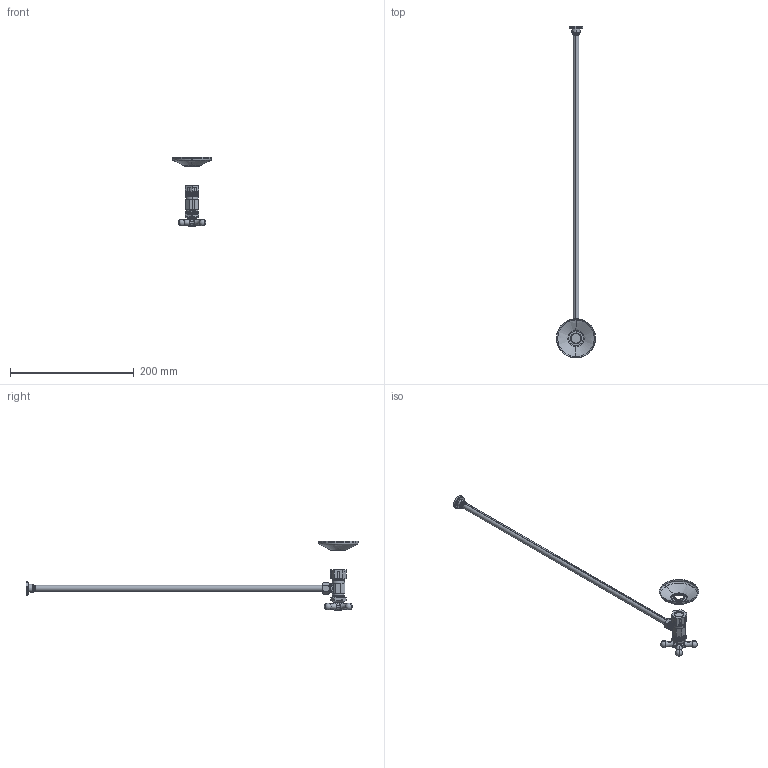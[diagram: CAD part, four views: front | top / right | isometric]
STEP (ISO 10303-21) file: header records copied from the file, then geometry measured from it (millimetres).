
FILE_DESCRIPTION((''),'2;1');
FILE_NAME('482X','2021-06-17T13:16:21',('NSantos'),(''),'CREO PARAMETRIC BY PTC INC, 2018500','CREO PARAMETRIC BY PTC INC, 2018500','');
FILE_SCHEMA(('CONFIG_CONTROL_DESIGN'));
Length unit declared in the file: inch
Products named in the file (1): 482X
Bounding box: 63.5 x 537.34 x 112.53 mm (x, y, z)
Volume: 35399.1 mm3; surface area: 76819.1 mm2
Topology: 1 solids, 14 shells, 816 faces, 2315 edges, 1499 vertices
Faces by surface type: plane 268, cylinder 238, bspline 159, cone 92, torus 40, sphere 18, extrusion 1
Entity records: 41718 total; most frequent: CARTESIAN_POINT 22410, ORIENTED_EDGE 4497, DIRECTION 3281, EDGE_CURVE 2297, VERTEX_POINT 1499, AXIS2_PLACEMENT_3D 1229, B_SPLINE_CURVE_WITH_KNOTS 904, EDGE_LOOP 873
